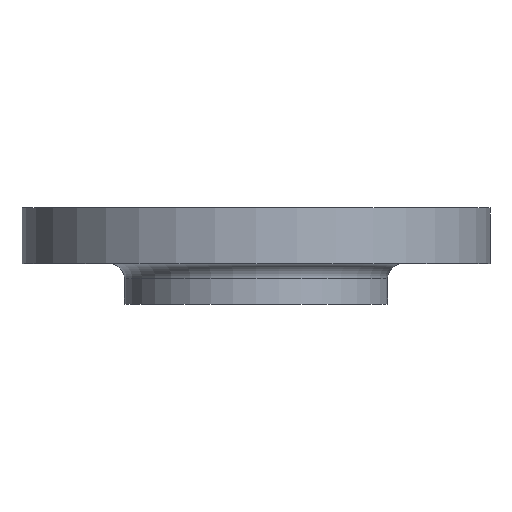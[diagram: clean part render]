
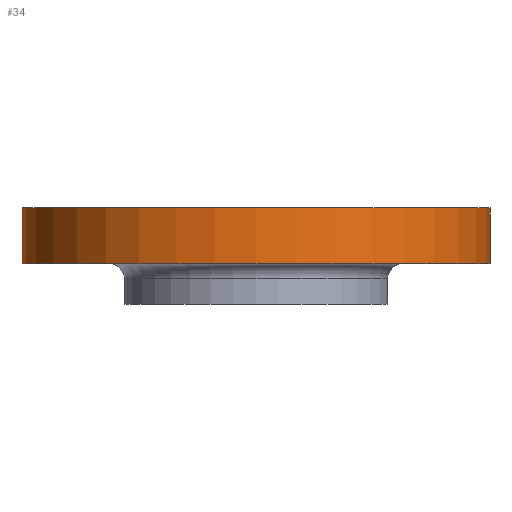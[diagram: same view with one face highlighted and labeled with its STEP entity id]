
A CAD part, front view. The second image highlights one B-rep face of the part: STEP entity #34.
In plain terms, the highlighted cylindrical face has radius 92.5 mm (diameter 185 mm), a partial arc.
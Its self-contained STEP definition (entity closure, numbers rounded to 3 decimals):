
#9 = EDGE_CURVE ( 'NONE', #745, #636, #11, .T. ) ;
#11 = CIRCLE ( 'NONE', #13, 92.5 ) ;
#13 = AXIS2_PLACEMENT_3D ( 'NONE', #782, #785, #788 ) ;
#25 = VECTOR ( 'NONE', #174, 1000. ) ;
#34 = ADVANCED_FACE ( 'NONE', ( #795 ), #796, .T. ) ;
#165 = CARTESIAN_POINT ( 'NONE',  ( -92.5, 0., -22. ) ) ;
#174 = DIRECTION ( 'NONE',  ( 0., 0., 1. ) ) ;
#176 = CARTESIAN_POINT ( 'NONE',  ( -92.5, 0., -62. ) ) ;
#177 = LINE ( 'NONE', #176, #25 ) ;
#183 = CARTESIAN_POINT ( 'NONE',  ( -92.5, 0., 0. ) ) ;
#226 = CARTESIAN_POINT ( 'NONE',  ( 92.5, 0., 0. ) ) ;
#240 = CARTESIAN_POINT ( 'NONE',  ( 92.5, 0., -22. ) ) ;
#245 = VECTOR ( 'NONE', #382, 1000. ) ;
#280 = CIRCLE ( 'NONE', #501, 92.5 ) ;
#344 = DIRECTION ( 'NONE',  ( 1., 0., 0. ) ) ;
#345 = DIRECTION ( 'NONE',  ( 0., 0., 1. ) ) ;
#346 = CARTESIAN_POINT ( 'NONE',  ( 0., 0., 0. ) ) ;
#354 = EDGE_CURVE ( 'NONE', #636, #652, #384, .T. ) ;
#382 = DIRECTION ( 'NONE',  ( 0., 0., 1. ) ) ;
#383 = CARTESIAN_POINT ( 'NONE',  ( 92.5, 0., -62. ) ) ;
#384 = LINE ( 'NONE', #383, #245 ) ;
#436 = EDGE_CURVE ( 'NONE', #712, #652, #280, .T. ) ;
#501 = AXIS2_PLACEMENT_3D ( 'NONE', #346, #345, #344 ) ;
#514 = ORIENTED_EDGE ( 'NONE', *, *, #723, .F. ) ;
#515 = ORIENTED_EDGE ( 'NONE', *, *, #9, .T. ) ;
#517 = ORIENTED_EDGE ( 'NONE', *, *, #354, .T. ) ;
#518 = ORIENTED_EDGE ( 'NONE', *, *, #436, .F. ) ;
#636 = VERTEX_POINT ( 'NONE', #240 ) ;
#652 = VERTEX_POINT ( 'NONE', #226 ) ;
#659 = EDGE_LOOP ( 'NONE', ( #514, #515, #517, #518 ) ) ;
#699 = AXIS2_PLACEMENT_3D ( 'NONE', #797, #799, #800 ) ;
#712 = VERTEX_POINT ( 'NONE', #183 ) ;
#723 = EDGE_CURVE ( 'NONE', #745, #712, #177, .T. ) ;
#745 = VERTEX_POINT ( 'NONE', #165 ) ;
#782 = CARTESIAN_POINT ( 'NONE',  ( 0., 0., -22. ) ) ;
#785 = DIRECTION ( 'NONE',  ( 0., 0., 1. ) ) ;
#788 = DIRECTION ( 'NONE',  ( 1., 0., 0. ) ) ;
#795 = FACE_OUTER_BOUND ( 'NONE', #659, .T. ) ;
#796 = CYLINDRICAL_SURFACE ( 'NONE', #699, 92.5 ) ;
#797 = CARTESIAN_POINT ( 'NONE',  ( 0., 0., -62. ) ) ;
#799 = DIRECTION ( 'NONE',  ( 0., 0., 1. ) ) ;
#800 = DIRECTION ( 'NONE',  ( 1., 0., 0. ) ) ;
